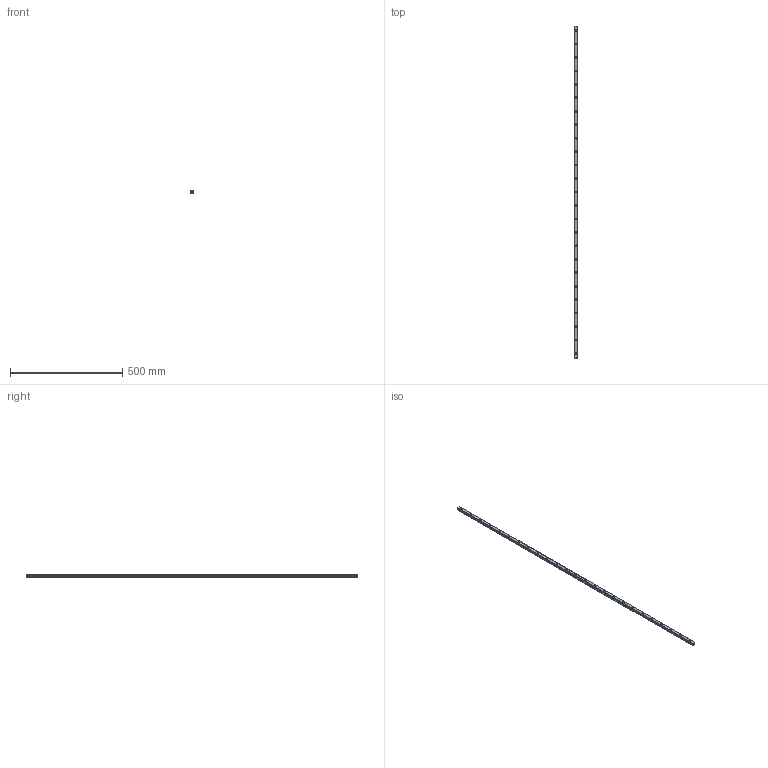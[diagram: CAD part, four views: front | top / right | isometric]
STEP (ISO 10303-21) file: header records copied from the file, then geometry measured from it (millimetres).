
FILE_DESCRIPTION(('STEP AP214'),'1');
FILE_NAME('cctmp_1B042558-3CAD-43BD-BF47-C69D7F840FF7_2021_02_02_13_31_20_0345..stp','2021-02-02T12:31:20',('HIWIN GmbH'),('CADClick - www.CADClick.com'),'Spatial InterOp 3D',' ','unknown authorization');
FILE_SCHEMA(('AUTOMOTIVE_DESIGN'));
Length unit declared in the file: millimetre
Products named in the file (1): EGR15U1480C_FILE
Bounding box: 15 x 1480 x 12.5 mm (x, y, z)
Volume: 235658.1 mm3; surface area: 90379.6 mm2
Topology: 1 solids, 1 shells, 353 faces, 891 edges, 594 vertices
Faces by surface type: plane 185, cylinder 168
Entity records: 13649 total; most frequent: DIRECTION 2035, CARTESIAN_POINT 1839, ORIENTED_EDGE 1782, EDGE_CURVE 891, AXIS2_PLACEMENT_3D 790, VERTEX_POINT 594, LINE 455, VECTOR 455
